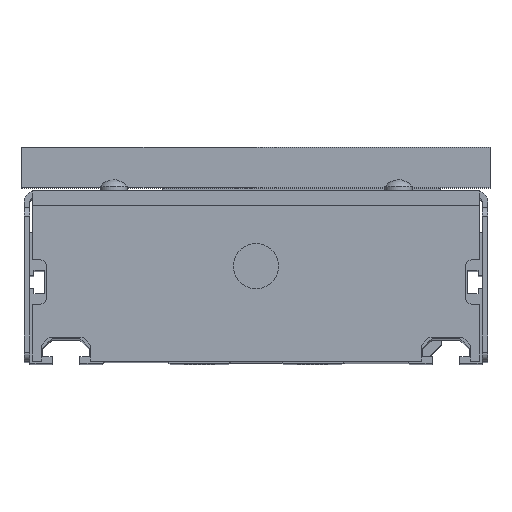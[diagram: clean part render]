
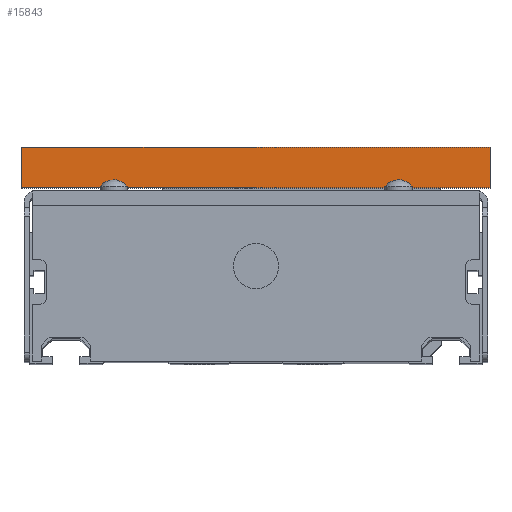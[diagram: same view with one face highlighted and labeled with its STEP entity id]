
A CAD part, top view. The second image highlights one B-rep face of the part: STEP entity #15843.
In plain terms, the highlighted planar face has unit normal (0, 0, 1).
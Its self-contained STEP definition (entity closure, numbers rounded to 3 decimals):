
#494 = CARTESIAN_POINT ( 'NONE',  ( 51.75, 17.5, 90. ) ) ;
#683 = VECTOR ( 'NONE', #15988, 1000. ) ;
#3095 = EDGE_CURVE ( 'NONE', #10973, #19664, #20269, .T. ) ;
#3283 = PLANE ( 'NONE',  #7522 ) ;
#3502 = FACE_OUTER_BOUND ( 'NONE', #14663, .T. ) ;
#3936 = LINE ( 'NONE', #14321, #683 ) ;
#4063 = CARTESIAN_POINT ( 'NONE',  ( 51.75, 17.5, 90. ) ) ;
#4361 = EDGE_CURVE ( 'NONE', #11155, #10973, #3936, .T. ) ;
#4531 = ORIENTED_EDGE ( 'NONE', *, *, #10325, .T. ) ;
#4942 = VECTOR ( 'NONE', #18694, 1000. ) ;
#5056 = DIRECTION ( 'NONE',  ( 0., 0., 1. ) ) ;
#5234 = CARTESIAN_POINT ( 'NONE',  ( -51.75, 26.5, 90. ) ) ;
#6951 = CARTESIAN_POINT ( 'NONE',  ( 51.75, 26.5, 90. ) ) ;
#7522 = AXIS2_PLACEMENT_3D ( 'NONE', #8478, #5056, #18898 ) ;
#8478 = CARTESIAN_POINT ( 'NONE',  ( -51.75, 17.5, 90. ) ) ;
#8945 = VERTEX_POINT ( 'NONE', #494 ) ;
#9315 = CARTESIAN_POINT ( 'NONE',  ( -51.75, 17.5, 90. ) ) ;
#9397 = ORIENTED_EDGE ( 'NONE', *, *, #3095, .F. ) ;
#9594 = LINE ( 'NONE', #4063, #19559 ) ;
#10082 = CARTESIAN_POINT ( 'NONE',  ( -51.75, 26.5, 90. ) ) ;
#10325 = EDGE_CURVE ( 'NONE', #8945, #19664, #9594, .T. ) ;
#10722 = LINE ( 'NONE', #12642, #20435 ) ;
#10973 = VERTEX_POINT ( 'NONE', #5234 ) ;
#11155 = VERTEX_POINT ( 'NONE', #9315 ) ;
#11580 = ORIENTED_EDGE ( 'NONE', *, *, #4361, .F. ) ;
#12642 = CARTESIAN_POINT ( 'NONE',  ( -51.75, 17.5, 90. ) ) ;
#14321 = CARTESIAN_POINT ( 'NONE',  ( -51.75, 17.5, 90. ) ) ;
#14663 = EDGE_LOOP ( 'NONE', ( #9397, #11580, #20285, #4531 ) ) ;
#15843 = ADVANCED_FACE ( 'NONE', ( #3502 ), #3283, .T. ) ;
#15988 = DIRECTION ( 'NONE',  ( 0., 1., 0. ) ) ;
#16443 = DIRECTION ( 'NONE',  ( 0., 1., 0. ) ) ;
#17753 = DIRECTION ( 'NONE',  ( 1., 0., 0. ) ) ;
#18694 = DIRECTION ( 'NONE',  ( 1., 0., 0. ) ) ;
#18898 = DIRECTION ( 'NONE',  ( 1., 0., 0. ) ) ;
#19559 = VECTOR ( 'NONE', #16443, 1000. ) ;
#19664 = VERTEX_POINT ( 'NONE', #6951 ) ;
#20269 = LINE ( 'NONE', #10082, #4942 ) ;
#20285 = ORIENTED_EDGE ( 'NONE', *, *, #21873, .T. ) ;
#20435 = VECTOR ( 'NONE', #17753, 1000. ) ;
#21873 = EDGE_CURVE ( 'NONE', #11155, #8945, #10722, .T. ) ;
